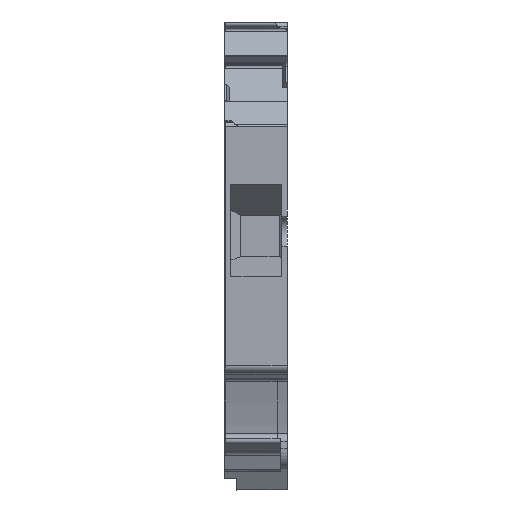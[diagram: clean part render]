
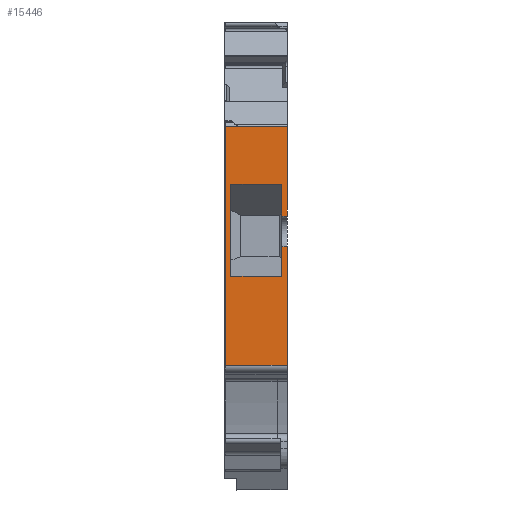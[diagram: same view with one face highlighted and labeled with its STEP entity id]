
A CAD part, front view. The second image highlights one B-rep face of the part: STEP entity #15446.
In plain terms, the highlighted planar face has unit normal (0, -1, 0).
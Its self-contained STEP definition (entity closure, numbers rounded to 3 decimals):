
#15363=AXIS2_PLACEMENT_3D('Plane Axis2P3D',#15360,#15361,#15362) ;
#10841=CARTESIAN_POINT('Vertex',(6.1,0.,35.341)) ;
#10844=CARTESIAN_POINT('Line Origine',(6.1,0.,30.976)) ;
#10848=CARTESIAN_POINT('Vertex',(6.1,0.,26.612)) ;
#10869=CARTESIAN_POINT('Vertex',(6.1,0.,23.612)) ;
#10872=CARTESIAN_POINT('Line Origine',(6.1,0.,17.862)) ;
#10876=CARTESIAN_POINT('Vertex',(6.1,0.,12.112)) ;
#15343=CARTESIAN_POINT('Vertex',(0.05,0.,35.341)) ;
#15346=CARTESIAN_POINT('Line Origine',(3.075,0.,35.341)) ;
#15360=CARTESIAN_POINT('Axis2P3D Location',(6.1,0.,17.52)) ;
#15365=CARTESIAN_POINT('Line Origine',(2.575,0.,12.112)) ;
#15369=CARTESIAN_POINT('Vertex',(0.05,0.,12.112)) ;
#15371=CARTESIAN_POINT('Vertex',(5.1,0.,12.112)) ;
#15374=CARTESIAN_POINT('Line Origine',(5.6,0.,12.112)) ;
#15379=CARTESIAN_POINT('Line Origine',(5.825,0.,23.612)) ;
#15383=CARTESIAN_POINT('Vertex',(5.55,0.,23.612)) ;
#15386=CARTESIAN_POINT('Line Origine',(5.55,0.,22.2)) ;
#15390=CARTESIAN_POINT('Vertex',(5.55,0.,20.788)) ;
#15393=CARTESIAN_POINT('Line Origine',(3.075,0.,20.788)) ;
#15397=CARTESIAN_POINT('Vertex',(0.6,0.,20.788)) ;
#15400=CARTESIAN_POINT('Line Origine',(0.6,0.,25.242)) ;
#15404=CARTESIAN_POINT('Vertex',(0.6,0.,29.696)) ;
#15407=CARTESIAN_POINT('Line Origine',(3.075,0.,29.696)) ;
#15411=CARTESIAN_POINT('Vertex',(5.55,0.,29.696)) ;
#15414=CARTESIAN_POINT('Line Origine',(5.55,0.,28.154)) ;
#15418=CARTESIAN_POINT('Vertex',(5.55,0.,26.612)) ;
#15421=CARTESIAN_POINT('Line Origine',(5.825,0.,26.612)) ;
#15426=CARTESIAN_POINT('Line Origine',(0.05,0.,23.726)) ;
#10845=DIRECTION('Vector Direction',(0.,0.,1.)) ;
#10873=DIRECTION('Vector Direction',(0.,0.,-1.)) ;
#15347=DIRECTION('Vector Direction',(-1.,0.,0.)) ;
#15361=DIRECTION('Axis2P3D Direction',(0.,-1.,0.)) ;
#15362=DIRECTION('Axis2P3D XDirection',(0.,0.,1.)) ;
#15366=DIRECTION('Vector Direction',(-1.,0.,0.)) ;
#15375=DIRECTION('Vector Direction',(-1.,0.,0.)) ;
#15380=DIRECTION('Vector Direction',(1.,0.,0.)) ;
#15387=DIRECTION('Vector Direction',(0.,0.,-1.)) ;
#15394=DIRECTION('Vector Direction',(1.,0.,0.)) ;
#15401=DIRECTION('Vector Direction',(0.,0.,-1.)) ;
#15408=DIRECTION('Vector Direction',(1.,0.,0.)) ;
#15415=DIRECTION('Vector Direction',(0.,0.,-1.)) ;
#15422=DIRECTION('Vector Direction',(1.,0.,0.)) ;
#15427=DIRECTION('Vector Direction',(0.,0.,1.)) ;
#10846=VECTOR('Line Direction',#10845,1.) ;
#10874=VECTOR('Line Direction',#10873,1.) ;
#15348=VECTOR('Line Direction',#15347,1.) ;
#15367=VECTOR('Line Direction',#15366,1.) ;
#15376=VECTOR('Line Direction',#15375,1.) ;
#15381=VECTOR('Line Direction',#15380,1.) ;
#15388=VECTOR('Line Direction',#15387,1.) ;
#15395=VECTOR('Line Direction',#15394,1.) ;
#15402=VECTOR('Line Direction',#15401,1.) ;
#15409=VECTOR('Line Direction',#15408,1.) ;
#15416=VECTOR('Line Direction',#15415,1.) ;
#15423=VECTOR('Line Direction',#15422,1.) ;
#15428=VECTOR('Line Direction',#15427,1.) ;
#15432=ORIENTED_EDGE('',*,*,#15373,.T.) ;
#15433=ORIENTED_EDGE('',*,*,#15378,.T.) ;
#15434=ORIENTED_EDGE('',*,*,#10878,.F.) ;
#15435=ORIENTED_EDGE('',*,*,#15385,.F.) ;
#15436=ORIENTED_EDGE('',*,*,#15392,.T.) ;
#15437=ORIENTED_EDGE('',*,*,#15399,.F.) ;
#15438=ORIENTED_EDGE('',*,*,#15406,.F.) ;
#15439=ORIENTED_EDGE('',*,*,#15413,.T.) ;
#15440=ORIENTED_EDGE('',*,*,#15420,.T.) ;
#15441=ORIENTED_EDGE('',*,*,#15425,.T.) ;
#15442=ORIENTED_EDGE('',*,*,#10850,.F.) ;
#15443=ORIENTED_EDGE('',*,*,#15350,.T.) ;
#15444=ORIENTED_EDGE('',*,*,#15430,.F.) ;
#15446=ADVANCED_FACE('1473517-2-0.1\\Koerper.2',(#15445),#15364,.T.) ;
#10850=EDGE_CURVE('',#10842,#10849,#10847,.F.) ;
#10878=EDGE_CURVE('',#10870,#10877,#10875,.T.) ;
#15350=EDGE_CURVE('',#10842,#15344,#15349,.T.) ;
#15373=EDGE_CURVE('',#15370,#15372,#15368,.F.) ;
#15378=EDGE_CURVE('',#15372,#10877,#15377,.F.) ;
#15385=EDGE_CURVE('',#15384,#10870,#15382,.T.) ;
#15392=EDGE_CURVE('',#15384,#15391,#15389,.T.) ;
#15399=EDGE_CURVE('',#15398,#15391,#15396,.T.) ;
#15406=EDGE_CURVE('',#15405,#15398,#15403,.T.) ;
#15413=EDGE_CURVE('',#15405,#15412,#15410,.T.) ;
#15420=EDGE_CURVE('',#15412,#15419,#15417,.T.) ;
#15425=EDGE_CURVE('',#15419,#10849,#15424,.T.) ;
#15430=EDGE_CURVE('',#15370,#15344,#15429,.T.) ;
#15431=EDGE_LOOP('',(#15432,#15433,#15434,#15435,#15436,#15437,#15438,#15439,#15440,#15441,#15442,#15443,#15444)) ;
#15445=FACE_OUTER_BOUND('',#15431,.T.) ;
#10847=LINE('Line',#10844,#10846) ;
#10875=LINE('Line',#10872,#10874) ;
#15349=LINE('Line',#15346,#15348) ;
#15368=LINE('Line',#15365,#15367) ;
#15377=LINE('Line',#15374,#15376) ;
#15382=LINE('Line',#15379,#15381) ;
#15389=LINE('Line',#15386,#15388) ;
#15396=LINE('Line',#15393,#15395) ;
#15403=LINE('Line',#15400,#15402) ;
#15410=LINE('Line',#15407,#15409) ;
#15417=LINE('Line',#15414,#15416) ;
#15424=LINE('Line',#15421,#15423) ;
#15429=LINE('Line',#15426,#15428) ;
#15364=PLANE('',#15363) ;
#10842=VERTEX_POINT('',#10841) ;
#10849=VERTEX_POINT('',#10848) ;
#10870=VERTEX_POINT('',#10869) ;
#10877=VERTEX_POINT('',#10876) ;
#15344=VERTEX_POINT('',#15343) ;
#15370=VERTEX_POINT('',#15369) ;
#15372=VERTEX_POINT('',#15371) ;
#15384=VERTEX_POINT('',#15383) ;
#15391=VERTEX_POINT('',#15390) ;
#15398=VERTEX_POINT('',#15397) ;
#15405=VERTEX_POINT('',#15404) ;
#15412=VERTEX_POINT('',#15411) ;
#15419=VERTEX_POINT('',#15418) ;
